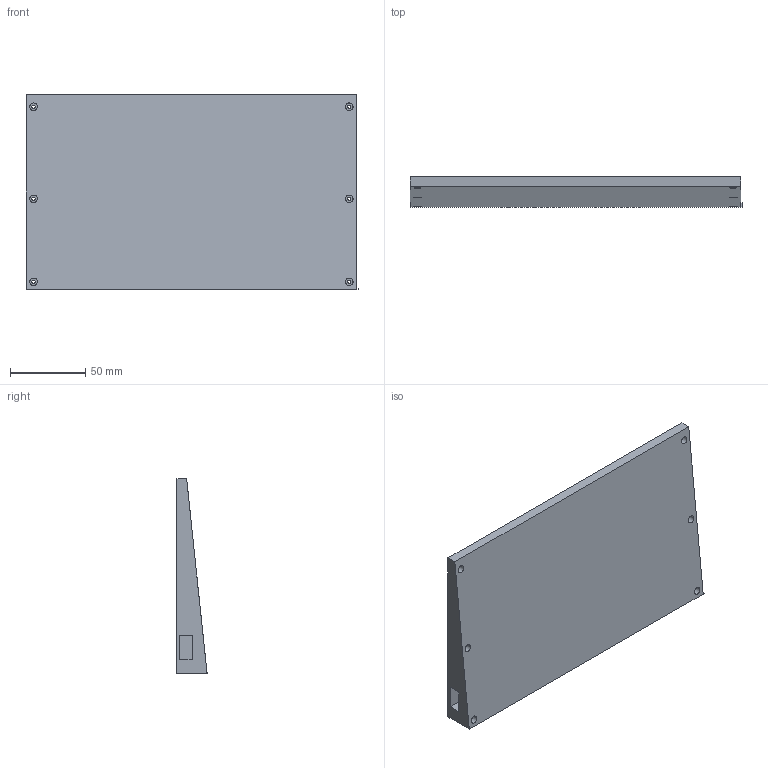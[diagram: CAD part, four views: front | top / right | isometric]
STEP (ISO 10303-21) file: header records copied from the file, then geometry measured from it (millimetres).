
FILE_DESCRIPTION(/* description */ (''),/* implementation_level */ '2;1');
FILE_NAME(/* name */ 'ckb_case_another_bottom v2.step',/* time_stamp */ '2024-03-09T12:45:06+09:00',/* author */ (''),/* organization */ (''),/* preprocessor_version */ 'ST-DEVELOPER v20',/* originating_system */ 'Autodesk Translation Framework v12.20.1.177',/* authorisation */ '');
FILE_SCHEMA (('AUTOMOTIVE_DESIGN { 1 0 10303 214 3 1 1 }'));
Length unit declared in the file: millimetre
Products named in the file (1): ckb_case_another_bottom
Bounding box: 220 x 19.97 x 128.98 mm (x, y, z)
Volume: 127182.1 mm3; surface area: 73877.5 mm2
Topology: 1 solids, 1 shells, 38 faces, 90 edges, 60 vertices
Faces by surface type: plane 26, cylinder 12
Full cylindrical faces by diameter (mm): 2.2 x6, 5 x6
Entity records: 1159 total; most frequent: DIRECTION 192, CARTESIAN_POINT 189, ORIENTED_EDGE 180, EDGE_CURVE 90, LINE 66, VECTOR 66, AXIS2_PLACEMENT_3D 63, VERTEX_POINT 60
